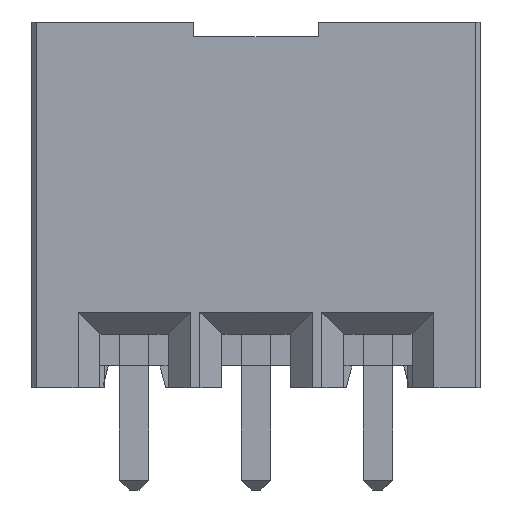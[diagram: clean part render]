
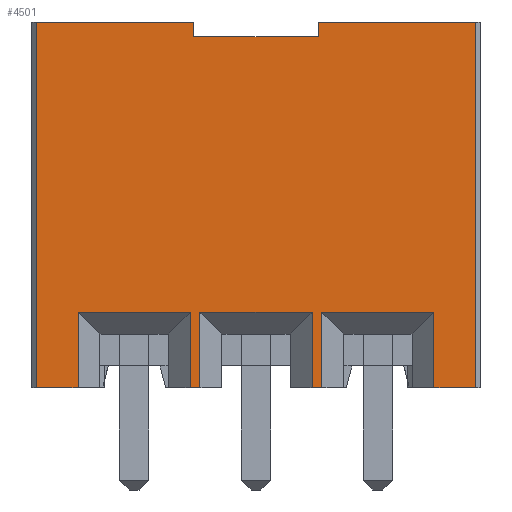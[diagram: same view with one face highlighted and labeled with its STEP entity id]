
A CAD part, front view. The second image highlights one B-rep face of the part: STEP entity #4501.
In plain terms, the highlighted planar face has unit normal (0, -1, 0).
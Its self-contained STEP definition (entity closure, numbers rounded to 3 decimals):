
#420=ORIENTED_EDGE('',*,*,#1679,.T.);
#421=ORIENTED_EDGE('',*,*,#1680,.T.);
#422=ORIENTED_EDGE('',*,*,#1493,.F.);
#423=ORIENTED_EDGE('',*,*,#1681,.T.);
#424=ORIENTED_EDGE('',*,*,#1682,.T.);
#425=ORIENTED_EDGE('',*,*,#1683,.T.);
#426=ORIENTED_EDGE('',*,*,#1567,.F.);
#427=ORIENTED_EDGE('',*,*,#1684,.T.);
#428=ORIENTED_EDGE('',*,*,#1685,.T.);
#429=ORIENTED_EDGE('',*,*,#1686,.T.);
#430=ORIENTED_EDGE('',*,*,#1687,.F.);
#431=ORIENTED_EDGE('',*,*,#1688,.F.);
#432=ORIENTED_EDGE('',*,*,#1660,.T.);
#433=ORIENTED_EDGE('',*,*,#1689,.T.);
#434=ORIENTED_EDGE('',*,*,#1690,.T.);
#435=ORIENTED_EDGE('',*,*,#1691,.T.);
#436=ORIENTED_EDGE('',*,*,#1675,.T.);
#437=ORIENTED_EDGE('',*,*,#1692,.T.);
#438=ORIENTED_EDGE('',*,*,#1412,.F.);
#439=ORIENTED_EDGE('',*,*,#1693,.T.);
#1412=EDGE_CURVE('',#2059,#2060,#2491,.T.);
#1493=EDGE_CURVE('',#2135,#2136,#2572,.T.);
#1567=EDGE_CURVE('',#2194,#2195,#2646,.T.);
#1660=EDGE_CURVE('',#2272,#2271,#2739,.T.);
#1675=EDGE_CURVE('',#2283,#2282,#2754,.T.);
#1679=EDGE_CURVE('',#2285,#2286,#2758,.T.);
#1680=EDGE_CURVE('',#2286,#2136,#2759,.T.);
#1681=EDGE_CURVE('',#2135,#2287,#2760,.T.);
#1682=EDGE_CURVE('',#2287,#2288,#2761,.T.);
#1683=EDGE_CURVE('',#2288,#2195,#2762,.T.);
#1684=EDGE_CURVE('',#2194,#2289,#2763,.T.);
#1685=EDGE_CURVE('',#2289,#2290,#2764,.T.);
#1686=EDGE_CURVE('',#2290,#2291,#2765,.T.);
#1687=EDGE_CURVE('',#2292,#2291,#2766,.T.);
#1688=EDGE_CURVE('',#2272,#2292,#2767,.T.);
#1689=EDGE_CURVE('',#2271,#2293,#2768,.T.);
#1690=EDGE_CURVE('',#2293,#2294,#2769,.T.);
#1691=EDGE_CURVE('',#2294,#2283,#2770,.T.);
#1692=EDGE_CURVE('',#2282,#2060,#2771,.T.);
#1693=EDGE_CURVE('',#2059,#2285,#2772,.T.);
#2059=VERTEX_POINT('',#6227);
#2060=VERTEX_POINT('',#6229);
#2135=VERTEX_POINT('',#6394);
#2136=VERTEX_POINT('',#6395);
#2194=VERTEX_POINT('',#6536);
#2195=VERTEX_POINT('',#6537);
#2271=VERTEX_POINT('',#6719);
#2272=VERTEX_POINT('',#6721);
#2282=VERTEX_POINT('',#6746);
#2283=VERTEX_POINT('',#6748);
#2285=VERTEX_POINT('',#6755);
#2286=VERTEX_POINT('',#6756);
#2287=VERTEX_POINT('',#6759);
#2288=VERTEX_POINT('',#6761);
#2289=VERTEX_POINT('',#6764);
#2290=VERTEX_POINT('',#6766);
#2291=VERTEX_POINT('',#6768);
#2292=VERTEX_POINT('',#6770);
#2293=VERTEX_POINT('',#6773);
#2294=VERTEX_POINT('',#6775);
#2491=LINE('',#6228,#3142);
#2572=LINE('',#6393,#3223);
#2646=LINE('',#6535,#3297);
#2739=LINE('',#6720,#3390);
#2754=LINE('',#6747,#3405);
#2758=LINE('',#6754,#3409);
#2759=LINE('',#6757,#3410);
#2760=LINE('',#6758,#3411);
#2761=LINE('',#6760,#3412);
#2762=LINE('',#6762,#3413);
#2763=LINE('',#6763,#3414);
#2764=LINE('',#6765,#3415);
#2765=LINE('',#6767,#3416);
#2766=LINE('',#6769,#3417);
#2767=LINE('',#6771,#3418);
#2768=LINE('',#6772,#3419);
#2769=LINE('',#6774,#3420);
#2770=LINE('',#6776,#3421);
#2771=LINE('',#6777,#3422);
#2772=LINE('',#6778,#3423);
#3142=VECTOR('',#5049,1000.);
#3223=VECTOR('',#5148,1000.);
#3297=VECTOR('',#5240,1000.);
#3390=VECTOR('',#5361,1000.);
#3405=VECTOR('',#5378,1000.);
#3409=VECTOR('',#5384,1000.);
#3410=VECTOR('',#5385,1000.);
#3411=VECTOR('',#5386,1000.);
#3412=VECTOR('',#5387,1000.);
#3413=VECTOR('',#5388,1000.);
#3414=VECTOR('',#5389,1000.);
#3415=VECTOR('',#5390,1000.);
#3416=VECTOR('',#5391,1000.);
#3417=VECTOR('',#5392,1000.);
#3418=VECTOR('',#5393,1000.);
#3419=VECTOR('',#5394,1000.);
#3420=VECTOR('',#5395,1000.);
#3421=VECTOR('',#5396,1000.);
#3422=VECTOR('',#5397,1000.);
#3423=VECTOR('',#5398,1000.);
#3777=EDGE_LOOP('',(#420,#421,#422,#423,#424,#425,#426,#427,#428,#429,#430,
#431,#432,#433,#434,#435,#436,#437,#438,#439));
#4024=FACE_BOUND('',#3777,.T.);
#4268=PLANE('',#4762);
#4501=ADVANCED_FACE('',(#4024),#4268,.T.);
#4762=AXIS2_PLACEMENT_3D('',#6753,#5382,#5383);
#5049=DIRECTION('',(-1.,0.,0.));
#5148=DIRECTION('',(-1.,0.,0.));
#5240=DIRECTION('',(-1.,0.,0.));
#5361=DIRECTION('',(-1.,0.,0.));
#5378=DIRECTION('',(-1.,0.,0.));
#5382=DIRECTION('',(0.,-1.,0.));
#5383=DIRECTION('',(1.,0.,0.));
#5384=DIRECTION('',(1.,0.,0.));
#5385=DIRECTION('',(0.,0.,-1.));
#5386=DIRECTION('',(0.,0.,1.));
#5387=DIRECTION('',(1.,0.,0.));
#5388=DIRECTION('',(0.,0.,-1.));
#5389=DIRECTION('',(0.,0.,1.));
#5390=DIRECTION('',(1.,0.,0.));
#5391=DIRECTION('',(0.,0.,-1.));
#5392=DIRECTION('',(-1.,0.,0.));
#5393=DIRECTION('',(0.,0.,-1.));
#5394=DIRECTION('',(0.,0.,-1.));
#5395=DIRECTION('',(-1.,0.,0.));
#5396=DIRECTION('',(0.,0.,1.));
#5397=DIRECTION('',(0.,0.,-1.));
#5398=DIRECTION('',(0.,0.,1.));
#6227=CARTESIAN_POINT('',(-3.65,-2.6,-3.75));
#6228=CARTESIAN_POINT('',(4.5,-2.6,-3.75));
#6229=CARTESIAN_POINT('',(-4.5,-2.6,-3.75));
#6393=CARTESIAN_POINT('',(4.5,-2.6,-3.75));
#6394=CARTESIAN_POINT('',(-1.15,-2.6,-3.75));
#6395=CARTESIAN_POINT('',(-1.35,-2.6,-3.75));
#6535=CARTESIAN_POINT('',(4.5,-2.6,-3.75));
#6536=CARTESIAN_POINT('',(1.35,-2.6,-3.75));
#6537=CARTESIAN_POINT('',(1.15,-2.6,-3.75));
#6719=CARTESIAN_POINT('',(1.275,-2.6,3.75));
#6720=CARTESIAN_POINT('',(4.5,-2.6,3.75));
#6721=CARTESIAN_POINT('',(4.5,-2.6,3.75));
#6746=CARTESIAN_POINT('',(-4.5,-2.6,3.75));
#6747=CARTESIAN_POINT('',(4.5,-2.6,3.75));
#6748=CARTESIAN_POINT('',(-1.275,-2.6,3.75));
#6753=CARTESIAN_POINT('',(4.5,-2.6,3.75));
#6754=CARTESIAN_POINT('',(-1.8,-2.6,-2.2));
#6755=CARTESIAN_POINT('',(-3.65,-2.6,-2.2));
#6756=CARTESIAN_POINT('',(-1.35,-2.6,-2.2));
#6757=CARTESIAN_POINT('',(-1.35,-2.6,3.75));
#6758=CARTESIAN_POINT('',(-1.15,-2.6,3.75));
#6759=CARTESIAN_POINT('',(-1.15,-2.6,-2.2));
#6760=CARTESIAN_POINT('',(0.7,-2.6,-2.2));
#6761=CARTESIAN_POINT('',(1.15,-2.6,-2.2));
#6762=CARTESIAN_POINT('',(1.15,-2.6,3.75));
#6763=CARTESIAN_POINT('',(1.35,-2.6,3.75));
#6764=CARTESIAN_POINT('',(1.35,-2.6,-2.2));
#6765=CARTESIAN_POINT('',(3.2,-2.6,-2.2));
#6766=CARTESIAN_POINT('',(3.65,-2.6,-2.2));
#6767=CARTESIAN_POINT('',(3.65,-2.6,3.75));
#6768=CARTESIAN_POINT('',(3.65,-2.6,-3.75));
#6769=CARTESIAN_POINT('',(4.5,-2.6,-3.75));
#6770=CARTESIAN_POINT('',(4.5,-2.6,-3.75));
#6771=CARTESIAN_POINT('',(4.5,-2.6,3.75));
#6772=CARTESIAN_POINT('',(1.275,-2.6,3.75));
#6773=CARTESIAN_POINT('',(1.275,-2.6,3.45));
#6774=CARTESIAN_POINT('',(4.5,-2.6,3.45));
#6775=CARTESIAN_POINT('',(-1.275,-2.6,3.45));
#6776=CARTESIAN_POINT('',(-1.275,-2.6,3.75));
#6777=CARTESIAN_POINT('',(-4.5,-2.6,3.75));
#6778=CARTESIAN_POINT('',(-3.65,-2.6,3.75));
